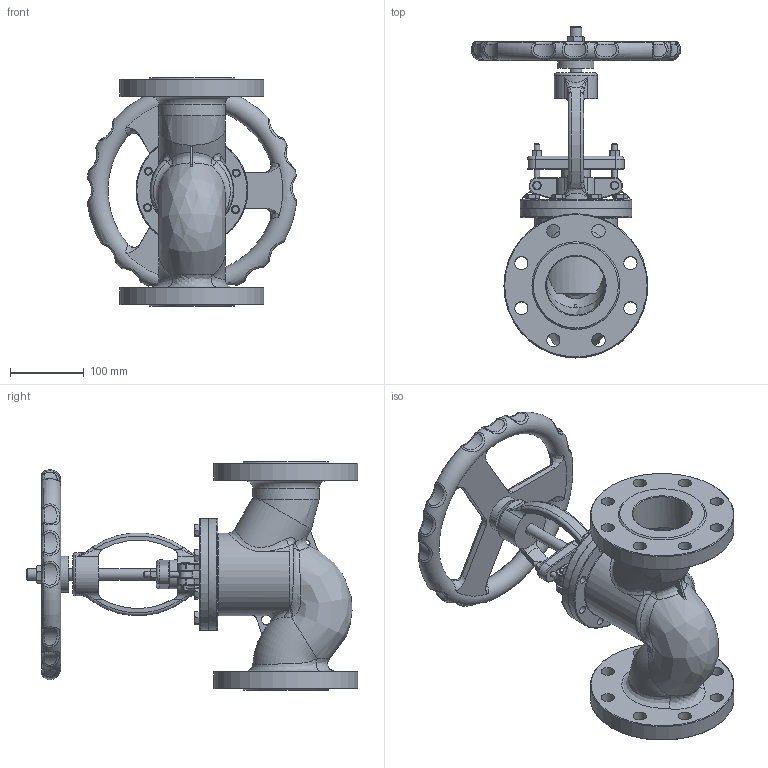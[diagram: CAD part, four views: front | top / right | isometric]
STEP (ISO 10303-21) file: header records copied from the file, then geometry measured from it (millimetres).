
FILE_DESCRIPTION(/* description */ (''),/* implementation_level */ '2;1');
FILE_NAME(/* name */ 'DN80_3D_STEP.stp',/* time_stamp */ '2025-04-20T12:41:41+03:00',/* author */ ('igorr'),/* organization */ (''),/* preprocessor_version */ 'ST-DEVELOPER v20',/* originating_system */ 'Autodesk Inventor 2025',/* authorisation */ '');
FILE_SCHEMA (('AUTOMOTIVE_DESIGN { 1 0 10303 214 3 1 1 }'));
Length unit declared in the file: millimetre
Products named in the file (6): Сборка1; Деталь1; Деталь2; ANSI B18.2.4.2M - M8x1,25; ANSI B18.2.4.2M - M14x2; AS 1110 - M10 x 16
Assembly tree (13 placements, depth 2):
  Сборка1
    Деталь1
    Деталь2
    ANSI B18.2.4.2M - M8x1,25  x2
    ANSI B18.2.4.2M - M14x2
    AS 1110 - M10 x 16  x8
Bounding box: 283.51 x 449.5 x 310 mm (x, y, z)
Volume: 3977912.8 mm3; surface area: 587085.2 mm2
Topology: 13 solids, 14 shells, 797 faces, 1862 edges, 1114 vertices
Faces by surface type: plane 269, cylinder 182, bspline 123, cone 109, torus 82, sphere 32
Full cylindrical faces by diameter (mm): 1.365 x2, 1.95 x2, 5.85 x4, 6.647 x2, 7.8 x6, 10 x8, 10.639 x16, 11.7 x2, 11.835 x1, 15 x1, 15.6 x3, 16 x8, 18 x16, 31.2 x1, 39 x1, 48.75 x2, 58.5 x1, 80 x3, 90 x2, 111.719 x1, 151.428 x2, 195 x2
Entity records: 30415 total; most frequent: CARTESIAN_POINT 16098, ORIENTED_EDGE 2872, DIRECTION 2736, EDGE_CURVE 1436, AXIS2_PLACEMENT_3D 1179, VERTEX_POINT 875, EDGE_LOOP 729, CIRCLE 653
